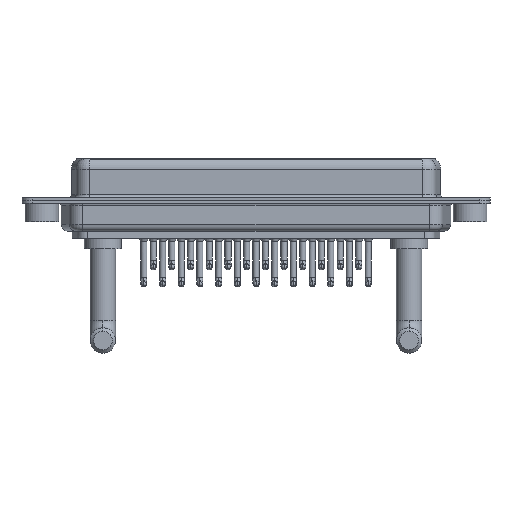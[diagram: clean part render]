
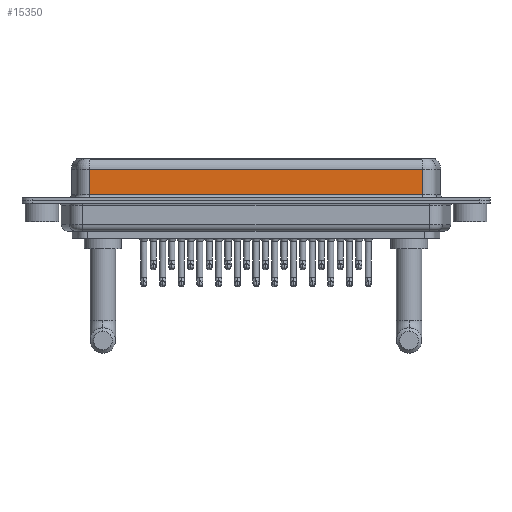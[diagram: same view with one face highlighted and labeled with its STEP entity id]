
A CAD part, front view. The second image highlights one B-rep face of the part: STEP entity #15350.
In plain terms, the highlighted planar face has unit normal (0, -1, 0).
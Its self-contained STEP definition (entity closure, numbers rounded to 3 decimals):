
#517 = VERTEX_POINT ( 'NONE', #6944 ) ;
#979 = EDGE_CURVE ( 'NONE', #517, #24492, #8927, .T. ) ;
#1698 = EDGE_CURVE ( 'NONE', #22352, #9760, #19346, .T. ) ;
#1730 = LINE ( 'NONE', #13182, #16454 ) ;
#2773 = EDGE_LOOP ( 'NONE', ( #13489, #23821, #3844, #11989 ) ) ;
#3503 = CARTESIAN_POINT ( 'NONE',  ( 7.038, -3.95, 0.9 ) ) ;
#3844 = ORIENTED_EDGE ( 'NONE', *, *, #979, .T. ) ;
#3895 = DIRECTION ( 'NONE',  ( 0., 1., 0. ) ) ;
#5274 = CARTESIAN_POINT ( 'NONE',  ( 56.462, -3.95, 4.65 ) ) ;
#5776 = CARTESIAN_POINT ( 'NONE',  ( 56.462, -3.95, 6.4 ) ) ;
#6944 = CARTESIAN_POINT ( 'NONE',  ( 7.038, -3.95, 4.65 ) ) ;
#7399 = DIRECTION ( 'NONE',  ( -1., 0., 0. ) ) ;
#7919 = CARTESIAN_POINT ( 'NONE',  ( 56.462, -3.95, 0.9 ) ) ;
#8927 = LINE ( 'NONE', #14478, #24264 ) ;
#9633 = DIRECTION ( 'NONE',  ( 0., 0., -1. ) ) ;
#9673 = DIRECTION ( 'NONE',  ( 0., 0., 1. ) ) ;
#9760 = VERTEX_POINT ( 'NONE', #7919 ) ;
#9920 = EDGE_CURVE ( 'NONE', #22352, #517, #24268, .T. ) ;
#11989 = ORIENTED_EDGE ( 'NONE', *, *, #24516, .T. ) ;
#13182 = CARTESIAN_POINT ( 'NONE',  ( 56.462, -3.95, 0.9 ) ) ;
#13489 = ORIENTED_EDGE ( 'NONE', *, *, #1698, .F. ) ;
#13911 = CARTESIAN_POINT ( 'NONE',  ( 56.462, -3.95, 6.4 ) ) ;
#14478 = CARTESIAN_POINT ( 'NONE',  ( 7.038, -3.95, 6.4 ) ) ;
#15350 = ADVANCED_FACE ( 'NONE', ( #23268 ), #21257, .F. ) ;
#16454 = VECTOR ( 'NONE', #24634, 1000. ) ;
#16628 = DIRECTION ( 'NONE',  ( 0., 0., -1. ) ) ;
#17193 = VECTOR ( 'NONE', #7399, 1000. ) ;
#17503 = VECTOR ( 'NONE', #9633, 1000. ) ;
#19346 = LINE ( 'NONE', #13911, #17503 ) ;
#21257 = PLANE ( 'NONE',  #24611 ) ;
#22208 = CARTESIAN_POINT ( 'NONE',  ( 56.462, -3.95, 4.65 ) ) ;
#22352 = VERTEX_POINT ( 'NONE', #22208 ) ;
#23268 = FACE_OUTER_BOUND ( 'NONE', #2773, .T. ) ;
#23821 = ORIENTED_EDGE ( 'NONE', *, *, #9920, .T. ) ;
#24264 = VECTOR ( 'NONE', #16628, 1000. ) ;
#24268 = LINE ( 'NONE', #5274, #17193 ) ;
#24492 = VERTEX_POINT ( 'NONE', #3503 ) ;
#24516 = EDGE_CURVE ( 'NONE', #24492, #9760, #1730, .T. ) ;
#24611 = AXIS2_PLACEMENT_3D ( 'NONE', #5776, #3895, #9673 ) ;
#24634 = DIRECTION ( 'NONE',  ( 1., 0., 0. ) ) ;
